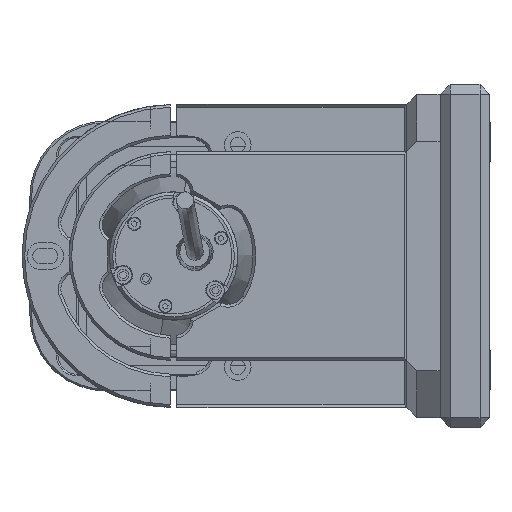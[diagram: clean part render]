
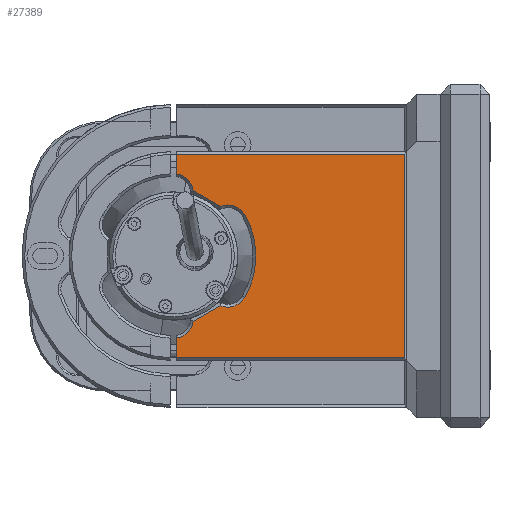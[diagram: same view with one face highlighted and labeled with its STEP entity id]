
A CAD part, left-side view. The second image highlights one B-rep face of the part: STEP entity #27389.
In plain terms, the highlighted planar face has unit normal (-1, 0, 0).
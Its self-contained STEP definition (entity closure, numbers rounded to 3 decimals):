
#141 = VECTOR ( 'NONE', #40316, 1000. ) ;
#345 = ORIENTED_EDGE ( 'NONE', *, *, #40059, .T. ) ;
#485 = AXIS2_PLACEMENT_3D ( 'NONE', #6131, #31747, #9824 ) ;
#1411 = LINE ( 'NONE', #17299, #19774 ) ;
#1563 = CARTESIAN_POINT ( 'NONE',  ( -361.177, 63.681, 9.535 ) ) ;
#1614 = DIRECTION ( 'NONE',  ( 1., 0., 0. ) ) ;
#1877 = EDGE_CURVE ( 'NONE', #16417, #25885, #29031, .T. ) ;
#2768 = DIRECTION ( 'NONE',  ( 0., 0., 1. ) ) ;
#2843 = DIRECTION ( 'NONE',  ( 1., 0., 0. ) ) ;
#3486 = VERTEX_POINT ( 'NONE', #38568 ) ;
#3857 = CIRCLE ( 'NONE', #34811, 5.8 ) ;
#5209 = DIRECTION ( 'NONE',  ( 0., 0., 1. ) ) ;
#5473 = CIRCLE ( 'NONE', #40479, 5.8 ) ;
#5687 = CARTESIAN_POINT ( 'NONE',  ( -361.177, 63.681, 15.335 ) ) ;
#6066 = LINE ( 'NONE', #41975, #24417 ) ;
#6131 = CARTESIAN_POINT ( 'NONE',  ( -361.178, 80., 0. ) ) ;
#6147 = CARTESIAN_POINT ( 'NONE',  ( -361.178, 74.144, 19.598 ) ) ;
#6835 = EDGE_CURVE ( 'NONE', #29770, #34894, #32688, .T. ) ;
#7290 = DIRECTION ( 'NONE',  ( 1., 0., 0. ) ) ;
#7363 = ORIENTED_EDGE ( 'NONE', *, *, #15606, .T. ) ;
#8189 = CARTESIAN_POINT ( 'NONE',  ( -361.178, 10.8, -30.6 ) ) ;
#9824 = DIRECTION ( 'NONE',  ( 0., 1., 0. ) ) ;
#11635 = EDGE_LOOP ( 'NONE', ( #39039, #38905, #36789, #35349, #18134, #7363, #15009, #345, #33402, #23713, #27431, #31976, #26709 ) ) ;
#11785 = CARTESIAN_POINT ( 'NONE',  ( -361.178, 80., 0. ) ) ;
#12198 = CARTESIAN_POINT ( 'NONE',  ( -361.177, 65.956, 14.87 ) ) ;
#12206 = CARTESIAN_POINT ( 'NONE',  ( -361.178, 79.25, -24.663 ) ) ;
#12553 = AXIS2_PLACEMENT_3D ( 'NONE', #1563, #27159, #5209 ) ;
#13079 = VECTOR ( 'NONE', #2768, 1000. ) ;
#13491 = EDGE_CURVE ( 'NONE', #41705, #38186, #38723, .T. ) ;
#14866 = CARTESIAN_POINT ( 'NONE',  ( -361.177, 58.673, 12.461 ) ) ;
#14936 = EDGE_CURVE ( 'NONE', #41777, #41705, #32550, .T. ) ;
#15009 = ORIENTED_EDGE ( 'NONE', *, *, #1877, .T. ) ;
#15319 = EDGE_CURVE ( 'NONE', #16580, #3486, #3857, .T. ) ;
#15408 = DIRECTION ( 'NONE',  ( 1., 0., 0. ) ) ;
#15459 = DIRECTION ( 'NONE',  ( 0., 0., 1. ) ) ;
#15606 = EDGE_CURVE ( 'NONE', #30638, #16417, #46644, .T. ) ;
#15858 = AXIS2_PLACEMENT_3D ( 'NONE', #24756, #2843, #28429 ) ;
#16417 = VERTEX_POINT ( 'NONE', #12206 ) ;
#16580 = VERTEX_POINT ( 'NONE', #27690 ) ;
#16784 = DIRECTION ( 'NONE',  ( 0., 0., -1. ) ) ;
#17299 = CARTESIAN_POINT ( 'NONE',  ( -361.178, 65.956, -14.87 ) ) ;
#17352 = LINE ( 'NONE', #38590, #45280 ) ;
#17542 = EDGE_CURVE ( 'NONE', #44229, #29770, #19620, .T. ) ;
#18134 = ORIENTED_EDGE ( 'NONE', *, *, #32909, .T. ) ;
#18993 = CARTESIAN_POINT ( 'NONE',  ( -361.178, 10.8, 30.6 ) ) ;
#19620 = LINE ( 'NONE', #29374, #141 ) ;
#19774 = VECTOR ( 'NONE', #20990, 1000. ) ;
#20880 = CARTESIAN_POINT ( 'NONE',  ( -361.178, 79.25, 0. ) ) ;
#20990 = DIRECTION ( 'NONE',  ( 0., 0.866, -0.5 ) ) ;
#22404 = PLANE ( 'NONE',  #34967 ) ;
#22861 = VERTEX_POINT ( 'NONE', #35832 ) ;
#23520 = CIRCLE ( 'NONE', #485, 24.7 ) ;
#23534 = CARTESIAN_POINT ( 'NONE',  ( -361.178, 63.681, -9.535 ) ) ;
#23713 = ORIENTED_EDGE ( 'NONE', *, *, #13491, .T. ) ;
#24417 = VECTOR ( 'NONE', #45653, 1000. ) ;
#24510 = CARTESIAN_POINT ( 'NONE',  ( -361.178, 10.8, 0. ) ) ;
#24756 = CARTESIAN_POINT ( 'NONE',  ( -361.178, 79.902, -18.9 ) ) ;
#25885 = VERTEX_POINT ( 'NONE', #42813 ) ;
#26037 = CIRCLE ( 'NONE', #44798, 5.8 ) ;
#26709 = ORIENTED_EDGE ( 'NONE', *, *, #17542, .T. ) ;
#27159 = DIRECTION ( 'NONE',  ( 1., 0., 0. ) ) ;
#27214 = DIRECTION ( 'NONE',  ( 0., 1., 0. ) ) ;
#27389 = ADVANCED_FACE ( 'NONE', ( #35270 ), #22404, .T. ) ;
#27431 = ORIENTED_EDGE ( 'NONE', *, *, #44119, .T. ) ;
#27690 = CARTESIAN_POINT ( 'NONE',  ( -361.178, 58.673, -12.461 ) ) ;
#27722 = EDGE_CURVE ( 'NONE', #22861, #44229, #5473, .T. ) ;
#28429 = DIRECTION ( 'NONE',  ( 0., 1., 0. ) ) ;
#28788 = EDGE_CURVE ( 'NONE', #34894, #31320, #26037, .T. ) ;
#29031 = LINE ( 'NONE', #20880, #30170 ) ;
#29098 = VECTOR ( 'NONE', #31027, 1000. ) ;
#29244 = CARTESIAN_POINT ( 'NONE',  ( -361.177, 63.681, 9.535 ) ) ;
#29374 = CARTESIAN_POINT ( 'NONE',  ( -361.178, 74.144, 19.598 ) ) ;
#29770 = VERTEX_POINT ( 'NONE', #12198 ) ;
#30170 = VECTOR ( 'NONE', #46345, 1000. ) ;
#30638 = VERTEX_POINT ( 'NONE', #31574 ) ;
#31027 = DIRECTION ( 'NONE',  ( 0., 1., 0. ) ) ;
#31320 = VERTEX_POINT ( 'NONE', #14866 ) ;
#31574 = CARTESIAN_POINT ( 'NONE',  ( -361.178, 74.144, -19.598 ) ) ;
#31747 = DIRECTION ( 'NONE',  ( 1., 0., 0. ) ) ;
#31976 = ORIENTED_EDGE ( 'NONE', *, *, #27722, .T. ) ;
#32550 = LINE ( 'NONE', #24510, #13079 ) ;
#32688 = CIRCLE ( 'NONE', #12553, 5.8 ) ;
#32901 = DIRECTION ( 'NONE',  ( 0., 0., 1. ) ) ;
#32909 = EDGE_CURVE ( 'NONE', #3486, #30638, #1411, .T. ) ;
#33402 = ORIENTED_EDGE ( 'NONE', *, *, #14936, .T. ) ;
#34811 = AXIS2_PLACEMENT_3D ( 'NONE', #23534, #1614, #27214 ) ;
#34894 = VERTEX_POINT ( 'NONE', #5687 ) ;
#34967 = AXIS2_PLACEMENT_3D ( 'NONE', #11785, #37303, #15459 ) ;
#35270 = FACE_OUTER_BOUND ( 'NONE', #11635, .T. ) ;
#35349 = ORIENTED_EDGE ( 'NONE', *, *, #15319, .T. ) ;
#35832 = CARTESIAN_POINT ( 'NONE',  ( -361.178, 79.25, 24.663 ) ) ;
#36789 = ORIENTED_EDGE ( 'NONE', *, *, #41448, .T. ) ;
#37250 = CARTESIAN_POINT ( 'NONE',  ( -361.178, 79.902, 18.9 ) ) ;
#37303 = DIRECTION ( 'NONE',  ( -1., 0., 0. ) ) ;
#38138 = CARTESIAN_POINT ( 'NONE',  ( -361.178, 80., 30.6 ) ) ;
#38186 = VERTEX_POINT ( 'NONE', #41450 ) ;
#38568 = CARTESIAN_POINT ( 'NONE',  ( -361.178, 65.956, -14.87 ) ) ;
#38590 = CARTESIAN_POINT ( 'NONE',  ( -361.178, 79.25, 0. ) ) ;
#38723 = LINE ( 'NONE', #38138, #29098 ) ;
#38905 = ORIENTED_EDGE ( 'NONE', *, *, #28788, .T. ) ;
#39039 = ORIENTED_EDGE ( 'NONE', *, *, #6835, .T. ) ;
#40059 = EDGE_CURVE ( 'NONE', #25885, #41777, #6066, .T. ) ;
#40316 = DIRECTION ( 'NONE',  ( 0., -0.866, -0.5 ) ) ;
#40479 = AXIS2_PLACEMENT_3D ( 'NONE', #37250, #15408, #40914 ) ;
#40914 = DIRECTION ( 'NONE',  ( 0., 1., 0. ) ) ;
#41448 = EDGE_CURVE ( 'NONE', #31320, #16580, #23520, .T. ) ;
#41450 = CARTESIAN_POINT ( 'NONE',  ( -361.178, 79.25, 30.6 ) ) ;
#41705 = VERTEX_POINT ( 'NONE', #18993 ) ;
#41777 = VERTEX_POINT ( 'NONE', #8189 ) ;
#41975 = CARTESIAN_POINT ( 'NONE',  ( -361.178, 80., -30.6 ) ) ;
#42813 = CARTESIAN_POINT ( 'NONE',  ( -361.178, 79.25, -30.6 ) ) ;
#44119 = EDGE_CURVE ( 'NONE', #38186, #22861, #17352, .T. ) ;
#44229 = VERTEX_POINT ( 'NONE', #6147 ) ;
#44798 = AXIS2_PLACEMENT_3D ( 'NONE', #29244, #7290, #32901 ) ;
#45280 = VECTOR ( 'NONE', #16784, 1000. ) ;
#45653 = DIRECTION ( 'NONE',  ( 0., -1., 0. ) ) ;
#46345 = DIRECTION ( 'NONE',  ( 0., 0., -1. ) ) ;
#46644 = CIRCLE ( 'NONE', #15858, 5.8 ) ;
